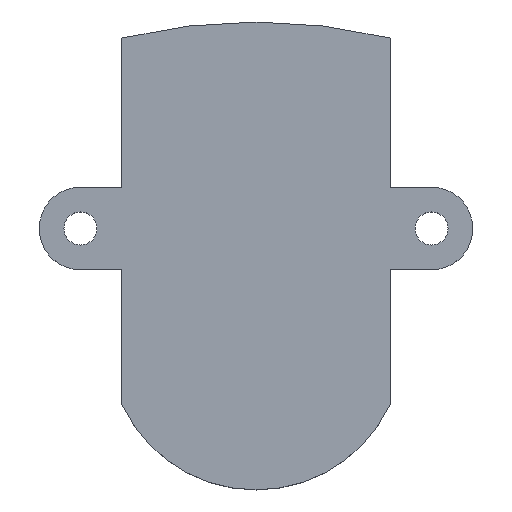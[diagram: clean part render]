
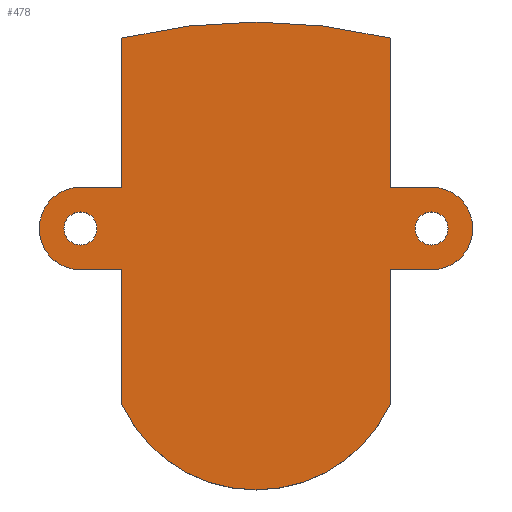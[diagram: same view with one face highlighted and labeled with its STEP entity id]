
A CAD part, top view. The second image highlights one B-rep face of the part: STEP entity #478.
In plain terms, the highlighted planar face has unit normal (0, 0, 1).
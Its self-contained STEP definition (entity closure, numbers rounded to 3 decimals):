
#25=FACE_BOUND('',#110,.T.);
#26=FACE_BOUND('',#111,.T.);
#42=PLANE('',#547);
#71=FACE_OUTER_BOUND('',#109,.T.);
#109=EDGE_LOOP('',(#424,#425,#426,#427,#428,#429,#430,#431,#432,#433,#434,
#435));
#110=EDGE_LOOP('',(#436));
#111=EDGE_LOOP('',(#437));
#121=LINE('',#756,#157);
#124=LINE('',#762,#160);
#129=LINE('',#777,#165);
#133=LINE('',#786,#169);
#138=LINE('',#804,#174);
#142=LINE('',#811,#178);
#144=LINE('',#819,#180);
#147=LINE('',#824,#183);
#157=VECTOR('',#621,10.);
#160=VECTOR('',#626,10.);
#165=VECTOR('',#641,10.);
#169=VECTOR('',#647,10.);
#174=VECTOR('',#668,10.);
#178=VECTOR('',#672,10.);
#180=VECTOR('',#682,10.);
#183=VECTOR('',#685,10.);
#197=CIRCLE('',#519,1.6);
#198=CIRCLE('',#521,4.);
#201=CIRCLE('',#528,1.6);
#202=CIRCLE('',#532,4.);
#206=CIRCLE('',#540,14.318);
#208=CIRCLE('',#544,55.);
#223=VERTEX_POINT('',#742);
#224=VERTEX_POINT('',#746);
#225=VERTEX_POINT('',#747);
#228=VERTEX_POINT('',#755);
#230=VERTEX_POINT('',#761);
#233=VERTEX_POINT('',#771);
#234=VERTEX_POINT('',#775);
#235=VERTEX_POINT('',#776);
#238=VERTEX_POINT('',#784);
#239=VERTEX_POINT('',#785);
#244=VERTEX_POINT('',#803);
#247=VERTEX_POINT('',#809);
#248=VERTEX_POINT('',#813);
#251=VERTEX_POINT('',#822);
#272=EDGE_CURVE('',#223,#223,#197,.T.);
#273=EDGE_CURVE('',#224,#225,#198,.T.);
#277=EDGE_CURVE('',#225,#228,#121,.T.);
#280=EDGE_CURVE('',#230,#224,#124,.T.);
#286=EDGE_CURVE('',#233,#233,#201,.T.);
#287=EDGE_CURVE('',#234,#235,#129,.T.);
#291=EDGE_CURVE('',#238,#239,#133,.T.);
#295=EDGE_CURVE('',#238,#235,#202,.T.);
#300=EDGE_CURVE('',#244,#230,#138,.T.);
#304=EDGE_CURVE('',#228,#247,#142,.T.);
#305=EDGE_CURVE('',#248,#247,#206,.T.);
#308=EDGE_CURVE('',#248,#239,#144,.T.);
#311=EDGE_CURVE('',#234,#251,#147,.T.);
#312=EDGE_CURVE('',#244,#251,#208,.T.);
#424=ORIENTED_EDGE('',*,*,#312,.F.);
#425=ORIENTED_EDGE('',*,*,#300,.T.);
#426=ORIENTED_EDGE('',*,*,#280,.T.);
#427=ORIENTED_EDGE('',*,*,#273,.T.);
#428=ORIENTED_EDGE('',*,*,#277,.T.);
#429=ORIENTED_EDGE('',*,*,#304,.T.);
#430=ORIENTED_EDGE('',*,*,#305,.F.);
#431=ORIENTED_EDGE('',*,*,#308,.T.);
#432=ORIENTED_EDGE('',*,*,#291,.F.);
#433=ORIENTED_EDGE('',*,*,#295,.T.);
#434=ORIENTED_EDGE('',*,*,#287,.F.);
#435=ORIENTED_EDGE('',*,*,#311,.T.);
#436=ORIENTED_EDGE('',*,*,#272,.T.);
#437=ORIENTED_EDGE('',*,*,#286,.T.);
#478=ADVANCED_FACE('',(#71,#25,#26),#42,.F.);
#519=AXIS2_PLACEMENT_3D('',#744,#609,#610);
#521=AXIS2_PLACEMENT_3D('',#748,#613,#614);
#528=AXIS2_PLACEMENT_3D('',#773,#637,#638);
#532=AXIS2_PLACEMENT_3D('',#793,#653,#654);
#540=AXIS2_PLACEMENT_3D('',#814,#675,#676);
#544=AXIS2_PLACEMENT_3D('',#826,#688,#689);
#547=AXIS2_PLACEMENT_3D('',#829,#694,#695);
#609=DIRECTION('center_axis',(0.,0.,-1.));
#610=DIRECTION('ref_axis',(-1.,0.,0.));
#613=DIRECTION('center_axis',(0.,0.,1.));
#614=DIRECTION('ref_axis',(-1.,0.,0.));
#621=DIRECTION('',(1.,0.,0.));
#626=DIRECTION('',(-1.,0.,0.));
#637=DIRECTION('center_axis',(0.,0.,-1.));
#638=DIRECTION('ref_axis',(-1.,0.,0.));
#641=DIRECTION('',(1.,0.,0.));
#647=DIRECTION('',(-1.,0.,0.));
#653=DIRECTION('center_axis',(0.,0.,1.));
#654=DIRECTION('ref_axis',(-1.,0.,0.));
#668=DIRECTION('',(0.,-1.,0.));
#672=DIRECTION('',(0.,-1.,0.));
#675=DIRECTION('center_axis',(0.,0.,-1.));
#676=DIRECTION('ref_axis',(0.908,-0.419,0.));
#682=DIRECTION('',(0.,1.,0.));
#685=DIRECTION('',(0.,1.,0.));
#688=DIRECTION('center_axis',(0.,0.,-1.));
#689=DIRECTION('ref_axis',(1.,0.,0.));
#694=DIRECTION('center_axis',(0.,0.,-1.));
#695=DIRECTION('ref_axis',(1.,0.,0.));
#742=CARTESIAN_POINT('',(-15.4,35.,140.));
#744=CARTESIAN_POINT('Origin',(-17.,35.,140.));
#746=CARTESIAN_POINT('',(-17.,39.,140.));
#747=CARTESIAN_POINT('',(-17.,31.,140.));
#748=CARTESIAN_POINT('Origin',(-17.,35.,140.));
#755=CARTESIAN_POINT('',(-13.,31.,140.));
#756=CARTESIAN_POINT('',(-17.,31.,140.));
#761=CARTESIAN_POINT('',(-13.,39.,140.));
#762=CARTESIAN_POINT('',(-13.,39.,140.));
#771=CARTESIAN_POINT('',(18.6,35.,140.));
#773=CARTESIAN_POINT('Origin',(17.,35.,140.));
#775=CARTESIAN_POINT('',(13.,39.,140.));
#776=CARTESIAN_POINT('',(17.,39.,140.));
#777=CARTESIAN_POINT('',(13.,39.,140.));
#784=CARTESIAN_POINT('',(17.,31.,140.));
#785=CARTESIAN_POINT('',(13.,31.,140.));
#786=CARTESIAN_POINT('',(17.,31.,140.));
#793=CARTESIAN_POINT('Origin',(17.,35.,140.));
#803=CARTESIAN_POINT('',(-13.,53.442,140.));
#804=CARTESIAN_POINT('',(-13.,58.,140.));
#809=CARTESIAN_POINT('',(-13.,18.,140.));
#811=CARTESIAN_POINT('',(-13.,58.,140.));
#813=CARTESIAN_POINT('',(13.,18.,140.));
#814=CARTESIAN_POINT('Origin',(0.,24.,140.));
#819=CARTESIAN_POINT('',(13.,18.,140.));
#822=CARTESIAN_POINT('',(13.,53.442,140.));
#824=CARTESIAN_POINT('',(13.,18.,140.));
#826=CARTESIAN_POINT('Origin',(0.,0.,140.));
#829=CARTESIAN_POINT('Origin',(0.,32.341,140.));
